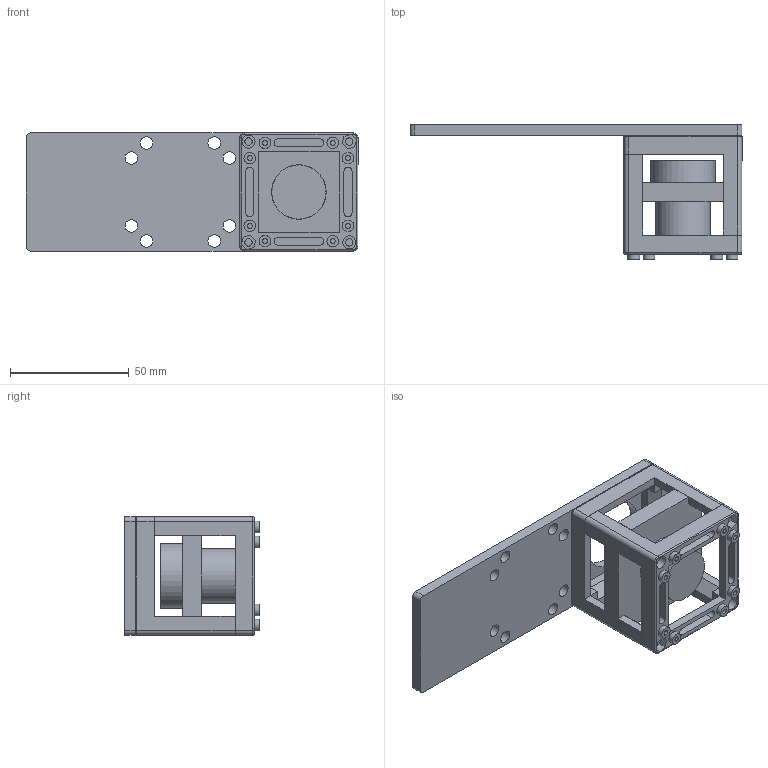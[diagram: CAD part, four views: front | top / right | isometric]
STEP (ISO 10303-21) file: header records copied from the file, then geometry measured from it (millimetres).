
FILE_DESCRIPTION(/* description */ (''),/* implementation_level */ '2;1');
FILE_NAME(/* name */ 'Assembly_Cube_Eyepiece_v3.iam.step',/* time_stamp */ '2022-11-29T09:04:13+01:00',/* author */ ('marsikovabarbora'),/* organization */ (''),/* preprocessor_version */ 'ST-DEVELOPER v18.1',/* originating_system */ 'Autodesk Inventor 2022',/* authorisation */ '');
FILE_SCHEMA (('AUTOMOTIVE_DESIGN { 1 0 10303 214 3 1 1 }'));
Length unit declared in the file: millimetre
Products named in the file (6): Assembly_Cube_Eyepiece_v3; Assembly_Cube_empty_IM_v3; 10_Cube_1x1_IM; 00_Eyepiece_WF20x 23,2mm; 30_Smartphone_Holder_v3; 20_Cube_Insert_Eyepiece
Assembly tree (6 placements, depth 3):
  Assembly_Cube_Eyepiece_v3
    Assembly_Cube_empty_IM_v3
      10_Cube_1x1_IM  x2
    00_Eyepiece_WF20x 23,2mm
    30_Smartphone_Holder_v3
    20_Cube_Insert_Eyepiece
Bounding box: 140.02 x 56.8 x 49.8 mm (x, y, z)
Volume: 78274.3 mm3; surface area: 43396.9 mm2
Topology: 5 solids, 5 shells, 363 faces, 878 edges, 580 vertices
Faces by surface type: plane 213, cylinder 142, torus 8
Full cylindrical faces by diameter (mm): 2.05 x16, 3.1 x8, 4.95 x16, 5.3 x16, 5.5 x4, 22.3 x1, 22.9 x2, 23 x1, 27.2 x1, 30 x1
Entity records: 6475 total; most frequent: DIRECTION 1122, CARTESIAN_POINT 1065, ORIENTED_EDGE 1016, EDGE_CURVE 508, AXIS2_PLACEMENT_3D 393, LINE 336, VECTOR 336, VERTEX_POINT 336
